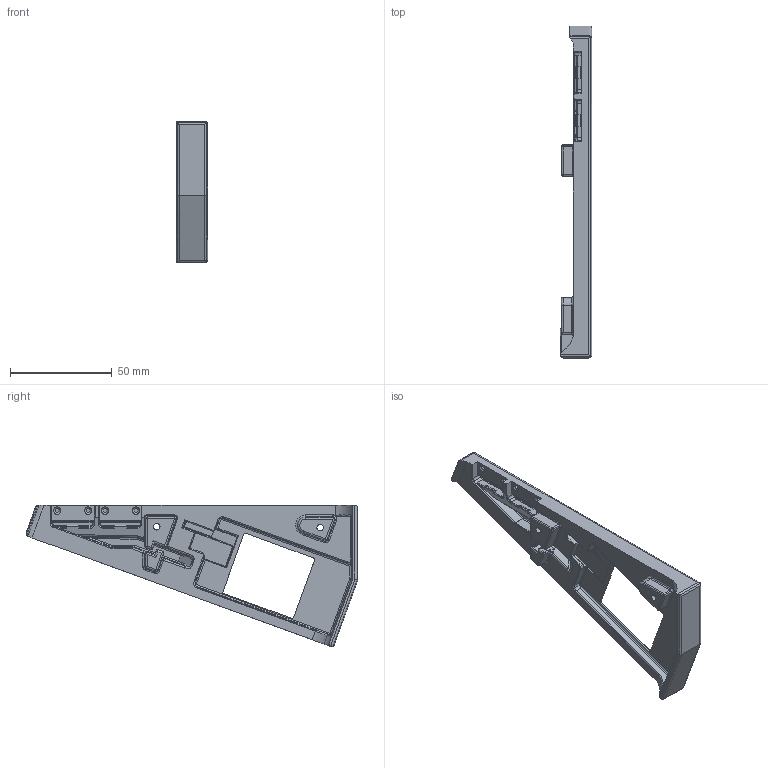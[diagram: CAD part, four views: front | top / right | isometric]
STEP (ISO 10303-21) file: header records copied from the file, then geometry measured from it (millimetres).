
FILE_DESCRIPTION(('STEP AP214'),'1');
FILE_NAME('PCB_cover_display.stp','2022-08-06T14:24:31',(' '),(' '),'Spatial InterOp 3D',' ',' ');
FILE_SCHEMA(('AUTOMOTIVE_DESIGN { 1 0 10303 214 1 1 1 1 }'));
Length unit declared in the file: metre
Products named in the file (1): PCB_cover_display
Bounding box: 15.5 x 162.98 x 69.36 mm (x, y, z)
Volume: 44143.8 mm3; surface area: 19772.1 mm2
Topology: 1 solids, 1 shells, 473 faces, 1222 edges, 737 vertices
Faces by surface type: cylinder 307, plane 90, torus 33, bspline 20, cone 12, sphere 11
Entity records: 23264 total; most frequent: CARTESIAN_POINT 11749, DIRECTION 2497, ORIENTED_EDGE 2406, EDGE_CURVE 1203, AXIS2_PLACEMENT_3D 970, VERTEX_POINT 737, LINE 557, VECTOR 557
